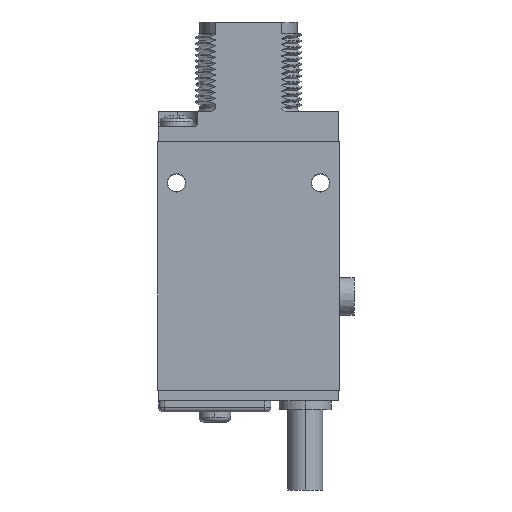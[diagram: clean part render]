
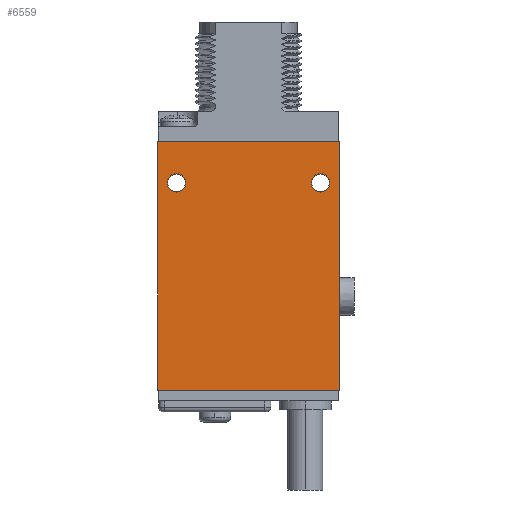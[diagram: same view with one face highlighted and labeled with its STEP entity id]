
A CAD part, left-side view. The second image highlights one B-rep face of the part: STEP entity #6559.
In plain terms, the highlighted planar face has unit normal (-1, 0, 0).
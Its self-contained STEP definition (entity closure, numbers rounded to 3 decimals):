
#1=DIRECTION('',(0.,-1.,0.));
#2=VECTOR('',#1,0.127);
#3=CARTESIAN_POINT('',(-6.02,0.127,0.));
#4=LINE('',#3,#2);
#5=DIRECTION('',(0.,0.,-1.));
#6=VECTOR('',#5,42.164);
#7=CARTESIAN_POINT('',(-6.02,0.,0.));
#8=LINE('',#7,#6);
#9=DIRECTION('',(0.,1.,0.));
#10=VECTOR('',#9,30.785);
#11=CARTESIAN_POINT('',(-6.02,0.,-42.164));
#12=LINE('',#11,#10);
#13=DIRECTION('',(0.,0.,1.));
#14=VECTOR('',#13,42.164);
#15=CARTESIAN_POINT('',(-6.02,30.785,-42.164));
#16=LINE('',#15,#14);
#17=DIRECTION('',(0.,-1.,0.));
#18=VECTOR('',#17,0.076);
#19=CARTESIAN_POINT('',(-6.02,30.785,0.));
#20=LINE('',#19,#18);
#21=DIRECTION('',(0.,-1.,0.));
#22=VECTOR('',#21,30.582);
#23=CARTESIAN_POINT('',(-6.02,30.709,0.));
#24=LINE('',#23,#22);
#25=CARTESIAN_POINT('',(-6.02,27.61,-6.985));
#26=DIRECTION('',(1.,0.,0.));
#27=DIRECTION('',(0.,0.,-1.));
#28=AXIS2_PLACEMENT_3D('',#25,#26,#27);
#30=CARTESIAN_POINT('',(-6.02,27.61,-6.985));
#31=DIRECTION('',(1.,0.,0.));
#32=DIRECTION('',(0.,0.,1.));
#33=AXIS2_PLACEMENT_3D('',#30,#31,#32);
#35=CARTESIAN_POINT('',(-6.02,3.175,-6.985));
#36=DIRECTION('',(1.,0.,0.));
#37=DIRECTION('',(0.,0.,-1.));
#38=AXIS2_PLACEMENT_3D('',#35,#36,#37);
#40=CARTESIAN_POINT('',(-6.02,3.175,-6.985));
#41=DIRECTION('',(1.,0.,0.));
#42=DIRECTION('',(0.,0.,1.));
#43=AXIS2_PLACEMENT_3D('',#40,#41,#42);
#5810=CARTESIAN_POINT('',(-6.02,0.,0.));
#5811=CARTESIAN_POINT('',(-6.02,0.,-42.164));
#5812=VERTEX_POINT('',#5810);
#5813=VERTEX_POINT('',#5811);
#5814=CARTESIAN_POINT('',(-6.02,30.785,-42.164));
#5815=VERTEX_POINT('',#5814);
#5816=CARTESIAN_POINT('',(-6.02,30.785,0.));
#5817=VERTEX_POINT('',#5816);
#5826=CARTESIAN_POINT('',(-6.02,27.61,-8.535));
#5827=CARTESIAN_POINT('',(-6.02,27.61,-5.435));
#5828=VERTEX_POINT('',#5826);
#5829=VERTEX_POINT('',#5827);
#5830=CARTESIAN_POINT('',(-6.02,3.175,-8.535));
#5831=CARTESIAN_POINT('',(-6.02,3.175,-5.435));
#5832=VERTEX_POINT('',#5830);
#5833=VERTEX_POINT('',#5831);
#6230=CARTESIAN_POINT('',(-6.02,30.709,0.));
#6231=CARTESIAN_POINT('',(-6.02,0.127,0.));
#6232=VERTEX_POINT('',#6230);
#6233=VERTEX_POINT('',#6231);
#6528=CARTESIAN_POINT('',(-6.02,0.,0.));
#6529=DIRECTION('',(1.,0.,0.));
#6530=DIRECTION('',(0.,0.,-1.));
#6531=AXIS2_PLACEMENT_3D('',#6528,#6529,#6530);
#6532=PLANE('',#6531);
#6534=ORIENTED_EDGE('',*,*,#6533,.T.);
#6536=ORIENTED_EDGE('',*,*,#6535,.T.);
#6538=ORIENTED_EDGE('',*,*,#6537,.T.);
#6540=ORIENTED_EDGE('',*,*,#6539,.T.);
#6542=ORIENTED_EDGE('',*,*,#6541,.T.);
#6544=ORIENTED_EDGE('',*,*,#6543,.T.);
#6545=EDGE_LOOP('',(#6534,#6536,#6538,#6540,#6542,#6544));
#6546=FACE_OUTER_BOUND('',#6545,.F.);
#6548=ORIENTED_EDGE('',*,*,#6547,.F.);
#6550=ORIENTED_EDGE('',*,*,#6549,.F.);
#6551=EDGE_LOOP('',(#6548,#6550));
#6552=FACE_BOUND('',#6551,.F.);
#6554=ORIENTED_EDGE('',*,*,#6553,.F.);
#6556=ORIENTED_EDGE('',*,*,#6555,.F.);
#6557=EDGE_LOOP('',(#6554,#6556));
#6558=FACE_BOUND('',#6557,.F.);
#6559=ADVANCED_FACE('',(#6546,#6552,#6558),#6532,.F.);
#29=CIRCLE('',#28,1.55);
#34=CIRCLE('',#33,1.55);
#39=CIRCLE('',#38,1.55);
#44=CIRCLE('',#43,1.55);
#6533=EDGE_CURVE('',#6233,#5812,#4,.T.);
#6535=EDGE_CURVE('',#5812,#5813,#8,.T.);
#6537=EDGE_CURVE('',#5813,#5815,#12,.T.);
#6539=EDGE_CURVE('',#5815,#5817,#16,.T.);
#6541=EDGE_CURVE('',#5817,#6232,#20,.T.);
#6543=EDGE_CURVE('',#6232,#6233,#24,.T.);
#6547=EDGE_CURVE('',#5828,#5829,#29,.T.);
#6549=EDGE_CURVE('',#5829,#5828,#34,.T.);
#6553=EDGE_CURVE('',#5832,#5833,#39,.T.);
#6555=EDGE_CURVE('',#5833,#5832,#44,.T.);
